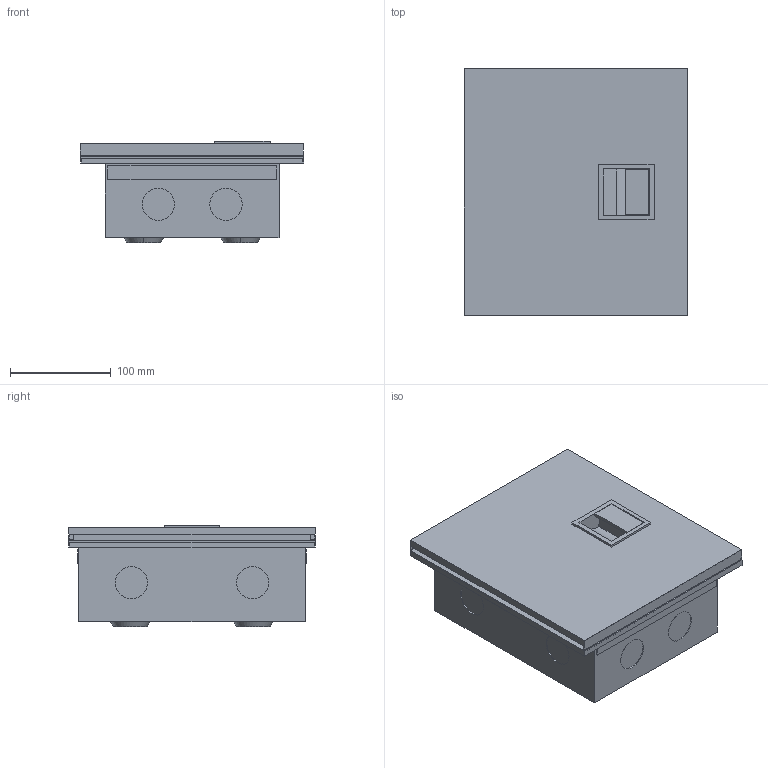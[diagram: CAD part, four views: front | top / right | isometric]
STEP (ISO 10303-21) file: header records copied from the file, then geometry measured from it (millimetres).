
FILE_DESCRIPTION((''),'2;1');
FILE_NAME('EZ9ESND04','2018-01-22T',('SESA231899'),('Schneider-Electric'),'PRO/ENGINEER BY PARAMETRIC TECHNOLOGY CORPORATION, 2015440','PRO/ENGINEER BY PARAMETRIC TECHNOLOGY CORPORATION, 2015440','');
FILE_SCHEMA(('CONFIG_CONTROL_DESIGN'));
Length unit declared in the file: millimetre
Products named in the file (1): EZ9ESND04
Bounding box: 221.2 x 244 x 100.2 mm (x, y, z)
Volume: 3727985.3 mm3; surface area: 237639.7 mm2
Topology: 1 solids, 1 shells, 133 faces, 306 edges, 204 vertices
Faces by surface type: plane 90, cylinder 27, cone 16
Entity records: 3804 total; most frequent: DIRECTION 658, CARTESIAN_POINT 643, ORIENTED_EDGE 612, EDGE_CURVE 306, VECTOR 220, LINE 220, AXIS2_PLACEMENT_3D 219, VERTEX_POINT 204
